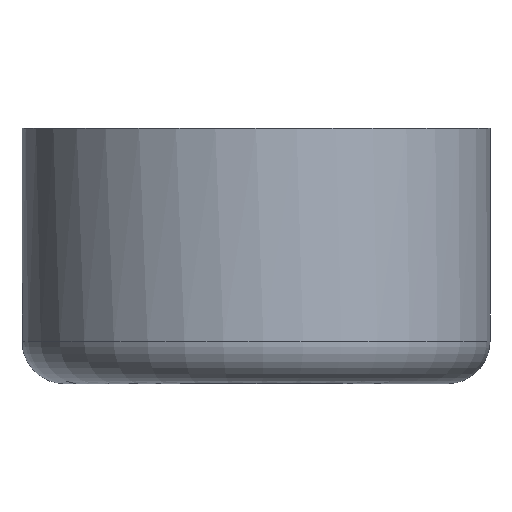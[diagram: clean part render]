
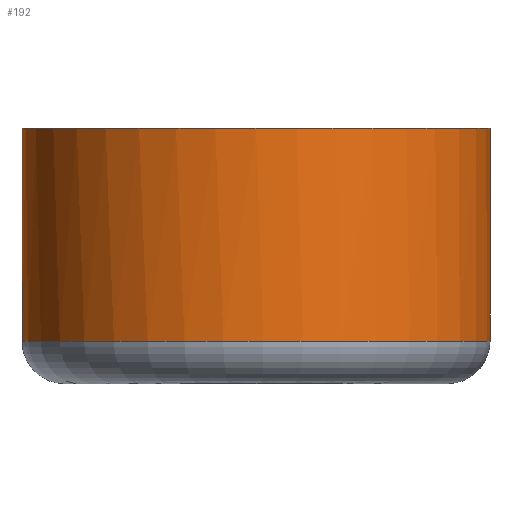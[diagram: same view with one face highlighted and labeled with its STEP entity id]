
A CAD part, front view. The second image highlights one B-rep face of the part: STEP entity #192.
In plain terms, the highlighted cylindrical face has radius 5.5 mm (diameter 11 mm), a full revolution.
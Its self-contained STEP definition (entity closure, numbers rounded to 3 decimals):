
#20=CYLINDRICAL_SURFACE('',#209,5.5);
#29=FACE_OUTER_BOUND('',#40,.T.);
#40=EDGE_LOOP('',(#147,#148,#149,#150,#151,#152,#153,#154));
#54=LINE('',#300,#65);
#58=LINE('',#324,#69);
#59=LINE('',#329,#70);
#65=VECTOR('',#238,10.);
#69=VECTOR('',#250,10.);
#70=VECTOR('',#255,5.5);
#74=CIRCLE('',#203,5.5);
#77=CIRCLE('',#210,5.5);
#78=CIRCLE('',#211,5.5);
#79=CIRCLE('',#212,5.5);
#88=VERTEX_POINT('',#291);
#89=VERTEX_POINT('',#293);
#91=VERTEX_POINT('',#299);
#95=VERTEX_POINT('',#317);
#96=VERTEX_POINT('',#326);
#97=VERTEX_POINT('',#328);
#105=EDGE_CURVE('',#89,#88,#74,.T.);
#108=EDGE_CURVE('',#91,#89,#54,.T.);
#116=EDGE_CURVE('',#88,#95,#58,.T.);
#117=EDGE_CURVE('',#96,#95,#77,.T.);
#118=EDGE_CURVE('',#96,#97,#59,.T.);
#119=EDGE_CURVE('',#97,#97,#78,.T.);
#120=EDGE_CURVE('',#91,#96,#79,.T.);
#147=ORIENTED_EDGE('',*,*,#108,.T.);
#148=ORIENTED_EDGE('',*,*,#105,.T.);
#149=ORIENTED_EDGE('',*,*,#116,.T.);
#150=ORIENTED_EDGE('',*,*,#117,.F.);
#151=ORIENTED_EDGE('',*,*,#118,.T.);
#152=ORIENTED_EDGE('',*,*,#119,.T.);
#153=ORIENTED_EDGE('',*,*,#118,.F.);
#154=ORIENTED_EDGE('',*,*,#120,.F.);
#192=ADVANCED_FACE('',(#29),#20,.T.);
#203=AXIS2_PLACEMENT_3D('',#294,#232,#233);
#209=AXIS2_PLACEMENT_3D('',#325,#251,#252);
#210=AXIS2_PLACEMENT_3D('',#327,#253,#254);
#211=AXIS2_PLACEMENT_3D('',#330,#256,#257);
#212=AXIS2_PLACEMENT_3D('',#331,#258,#259);
#232=DIRECTION('center_axis',(0.,0.,1.));
#233=DIRECTION('ref_axis',(-1.,0.,0.));
#238=DIRECTION('',(0.,0.,1.));
#250=DIRECTION('',(0.,0.,-1.));
#251=DIRECTION('center_axis',(0.,0.,-1.));
#252=DIRECTION('ref_axis',(-1.,0.,0.));
#253=DIRECTION('center_axis',(0.,0.,-1.));
#254=DIRECTION('ref_axis',(-1.,0.,0.));
#255=DIRECTION('',(0.,0.,1.));
#256=DIRECTION('center_axis',(0.,0.,-1.));
#257=DIRECTION('ref_axis',(-1.,0.,0.));
#258=DIRECTION('center_axis',(0.,0.,-1.));
#259=DIRECTION('ref_axis',(-1.,0.,0.));
#291=CARTESIAN_POINT('',(-2.324,4.985,-4.369));
#293=CARTESIAN_POINT('',(2.324,4.985,-4.369));
#294=CARTESIAN_POINT('Origin',(0.,0.,-4.369));
#299=CARTESIAN_POINT('',(2.324,4.985,-5.));
#300=CARTESIAN_POINT('',(2.324,4.985,0.));
#317=CARTESIAN_POINT('',(-2.324,4.985,-5.));
#324=CARTESIAN_POINT('',(-2.324,4.985,0.));
#325=CARTESIAN_POINT('Origin',(0.,0.,0.));
#326=CARTESIAN_POINT('',(5.5,0.,-5.));
#327=CARTESIAN_POINT('Origin',(0.,0.,-5.));
#328=CARTESIAN_POINT('',(5.5,0.,0.));
#329=CARTESIAN_POINT('',(5.5,0.,0.));
#330=CARTESIAN_POINT('Origin',(0.,0.,0.));
#331=CARTESIAN_POINT('Origin',(0.,0.,-5.));
